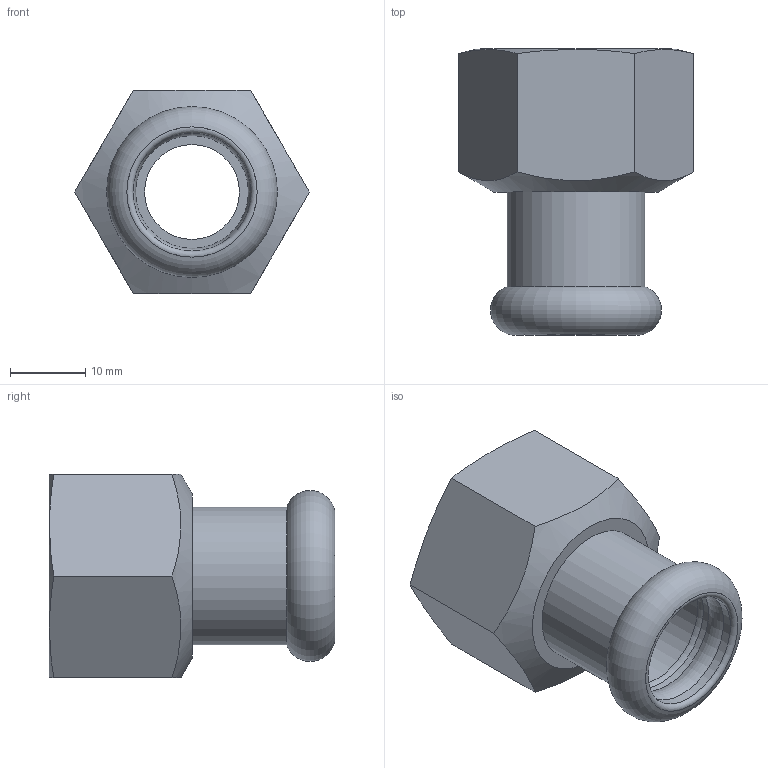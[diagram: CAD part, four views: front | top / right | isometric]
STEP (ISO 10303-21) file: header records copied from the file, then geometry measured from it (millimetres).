
FILE_DESCRIPTION(/* description */ ('MANICOTTO FILETTATO FEMMINA 1/2"x15 (INOXPRES)'),/* implementation_level */ '2;1');
FILE_NAME(/* name */ '190102015_Inoxpres.stp',/* time_stamp */ '2022-10-12T09:12:37+02:00',/* author */ ('Vault'),/* organization */ ('Raccorderie metalliche s.p.a.'),/* preprocessor_version */ 'ST-DEVELOPER v18.1',/* originating_system */ 'Autodesk Inventor 2020',/* authorisation */ 'Raccorderie metalliche s.p.a.');
FILE_SCHEMA (('AUTOMOTIVE_DESIGN { 1 0 10303 214 3 1 1 }'));
Length unit declared in the file: millimetre
Products named in the file (1): 190102015_Inoxpres
Bounding box: 31.18 x 38 x 27 mm (x, y, z)
Volume: 8634 mm3; surface area: 5978.5 mm2
Topology: 1 solids, 1 shells, 26 faces, 73 edges, 51 vertices
Faces by surface type: plane 10, cylinder 7, cone 5, torus 4
Full cylindrical faces by diameter (mm): 12.6 x1, 15.3 x1, 15.7 x2, 18.3 x1, 18.64 x1, 21.5 x1
Entity records: 905 total; most frequent: CARTESIAN_POINT 179, DIRECTION 154, ORIENTED_EDGE 146, EDGE_CURVE 73, AXIS2_PLACEMENT_3D 68, VERTEX_POINT 51, CIRCLE 41, EDGE_LOOP 30
